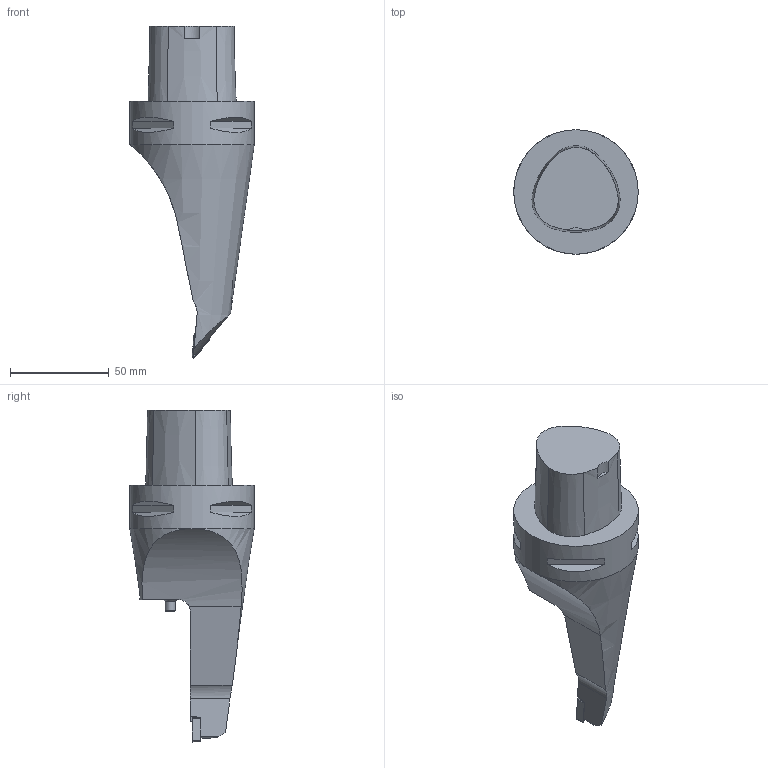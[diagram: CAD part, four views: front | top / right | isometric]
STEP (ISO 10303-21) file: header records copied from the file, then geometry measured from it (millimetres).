
FILE_DESCRIPTION(/* description */ (''),/* implementation_level */ '2;1');
FILE_NAME(/* name */ '1591352763251.stp',/* time_stamp */ '2020-06-05T15:56:15+05:00',/* author */ (''),/* organization */ ('SMS'),/* preprocessor_version */ 'ST-DEVELOPER v16.7',/* originating_system */ 'SIEMENS PLM Software NX 12.0',/* authorisation */ '');
FILE_SCHEMA (('AUTOMOTIVE_DESIGN { 1 0 10303 214 3 1 1 1 }'));
Length unit declared in the file: millimetre
Products named in the file (4): ASSEMBLY_CONSTRUCTION; 202599710mod000_00; 202959092mod000_00; 202959093mod000_00
Assembly tree (3 placements, depth 2):
  202959093mod000_00
    202959092mod000_00
    202599710mod000_00
    ASSEMBLY_CONSTRUCTION
Bounding box: 63 x 63 x 168 mm (x, y, z)
Volume: 230951.8 mm3; surface area: 26321.8 mm2
Topology: 2 solids, 2 shells, 102 faces, 252 edges, 169 vertices
Faces by surface type: plane 50, cone 23, cylinder 14, extrusion 12, sphere 2, torus 1
Full cylindrical faces by diameter (mm): 2.149 x1, 2.5 x1, 3 x1, 3.5 x1, 4.4 x1, 4.638 x1, 5 x1, 63 x1
Entity records: 3728 total; most frequent: CARTESIAN_POINT 1203, DIRECTION 514, ORIENTED_EDGE 456, EDGE_CURVE 228, AXIS2_PLACEMENT_3D 203, VERTEX_POINT 155, EDGE_LOOP 128, VECTOR 108
